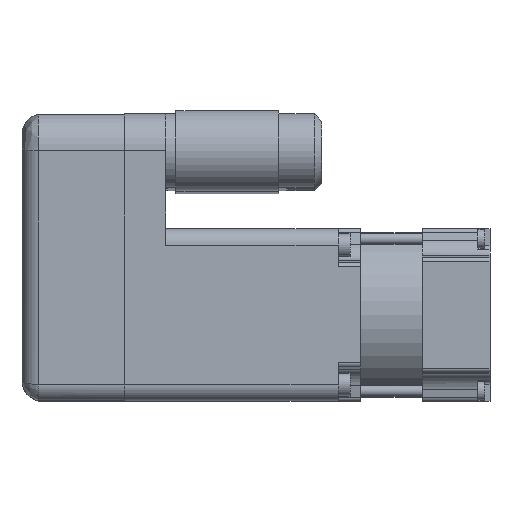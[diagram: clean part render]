
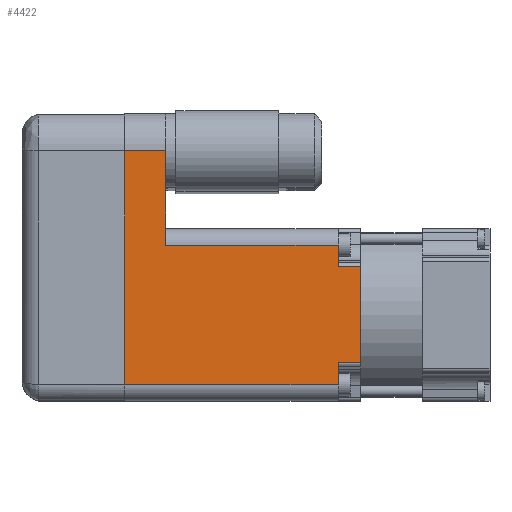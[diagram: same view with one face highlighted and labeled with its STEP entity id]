
A CAD part, top view. The second image highlights one B-rep face of the part: STEP entity #4422.
In plain terms, the highlighted planar face has unit normal (0, 0, 1).
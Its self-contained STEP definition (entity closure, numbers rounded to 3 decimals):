
#594=FACE_OUTER_BOUND('',#840,.T.);
#840=EDGE_LOOP('',(#3284,#3285,#3286,#3287,#3288,#3289,#3290,#3291,#3292,
#3293));
#1105=LINE('',#6346,#1544);
#1241=LINE('',#6779,#1680);
#1242=LINE('',#6783,#1681);
#1243=LINE('',#6785,#1682);
#1244=LINE('',#6787,#1683);
#1245=LINE('',#6789,#1684);
#1246=LINE('',#6791,#1685);
#1247=LINE('',#6793,#1686);
#1248=LINE('',#6795,#1687);
#1249=LINE('',#6796,#1688);
#1544=VECTOR('',#5071,57.);
#1680=VECTOR('',#5347,10.);
#1681=VECTOR('',#5352,52.);
#1682=VECTOR('',#5353,5.298);
#1683=VECTOR('',#5354,5.5);
#1684=VECTOR('',#5355,23.405);
#1685=VECTOR('',#5356,5.5);
#1686=VECTOR('',#5357,5.298);
#1687=VECTOR('',#5358,42.);
#1688=VECTOR('',#5359,23.);
#1982=VERTEX_POINT('',#6343);
#1983=VERTEX_POINT('',#6345);
#2100=VERTEX_POINT('',#6778);
#2101=VERTEX_POINT('',#6782);
#2102=VERTEX_POINT('',#6784);
#2103=VERTEX_POINT('',#6786);
#2104=VERTEX_POINT('',#6788);
#2105=VERTEX_POINT('',#6790);
#2106=VERTEX_POINT('',#6792);
#2107=VERTEX_POINT('',#6794);
#2397=EDGE_CURVE('',#1983,#1982,#1105,.T.);
#2563=EDGE_CURVE('',#1983,#2100,#1241,.T.);
#2565=EDGE_CURVE('',#1982,#2101,#1242,.T.);
#2566=EDGE_CURVE('',#2101,#2102,#1243,.T.);
#2567=EDGE_CURVE('',#2103,#2102,#1244,.T.);
#2568=EDGE_CURVE('',#2103,#2104,#1245,.T.);
#2569=EDGE_CURVE('',#2104,#2105,#1246,.T.);
#2570=EDGE_CURVE('',#2105,#2106,#1247,.T.);
#2571=EDGE_CURVE('',#2107,#2106,#1248,.T.);
#2572=EDGE_CURVE('',#2107,#2100,#1249,.T.);
#3284=ORIENTED_EDGE('',*,*,#2397,.T.);
#3285=ORIENTED_EDGE('',*,*,#2565,.T.);
#3286=ORIENTED_EDGE('',*,*,#2566,.T.);
#3287=ORIENTED_EDGE('',*,*,#2567,.F.);
#3288=ORIENTED_EDGE('',*,*,#2568,.T.);
#3289=ORIENTED_EDGE('',*,*,#2569,.T.);
#3290=ORIENTED_EDGE('',*,*,#2570,.T.);
#3291=ORIENTED_EDGE('',*,*,#2571,.F.);
#3292=ORIENTED_EDGE('',*,*,#2572,.T.);
#3293=ORIENTED_EDGE('',*,*,#2563,.F.);
#4255=PLANE('',#4698);
#4422=ADVANCED_FACE('',(#594),#4255,.T.);
#4698=AXIS2_PLACEMENT_3D('',#6781,#5350,#5351);
#5071=DIRECTION('',(0.,-1.,0.));
#5347=DIRECTION('',(1.,0.,0.));
#5350=DIRECTION('center_axis',(0.,0.,
1.));
#5351=DIRECTION('ref_axis',(0.,-1.,0.));
#5352=DIRECTION('',(1.,0.,0.));
#5353=DIRECTION('',(0.,1.,0.));
#5354=DIRECTION('',(-1.,0.,0.));
#5355=DIRECTION('',(0.,1.,0.));
#5356=DIRECTION('',(-1.,0.,0.));
#5357=DIRECTION('',(0.,1.,0.));
#5358=DIRECTION('',(1.,0.,0.));
#5359=DIRECTION('',(0.,1.,0.));
#6343=CARTESIAN_POINT('',(-25.,-57.,86.142));
#6345=CARTESIAN_POINT('',(-25.,0.,86.142));
#6346=CARTESIAN_POINT('',(-25.,-42.187,86.142));
#6778=CARTESIAN_POINT('',(-15.,0.,86.142));
#6779=CARTESIAN_POINT('',(-15.,0.,86.142));
#6781=CARTESIAN_POINT('Origin',(-15.,-57.,86.142));
#6782=CARTESIAN_POINT('',(27.,-57.,86.142));
#6783=CARTESIAN_POINT('',(-15.,-57.,86.142));
#6784=CARTESIAN_POINT('',(27.,-51.702,86.142));
#6785=CARTESIAN_POINT('',(27.,-48.5,86.142));
#6786=CARTESIAN_POINT('',(32.5,-51.702,86.142));
#6787=CARTESIAN_POINT('',(29.75,-51.702,86.142));
#6788=CARTESIAN_POINT('',(32.5,-28.298,86.142));
#6789=CARTESIAN_POINT('',(32.5,-48.5,86.142));
#6790=CARTESIAN_POINT('',(27.,-28.298,86.142));
#6791=CARTESIAN_POINT('',(29.75,-28.298,86.142));
#6792=CARTESIAN_POINT('',(27.,-23.,86.142));
#6793=CARTESIAN_POINT('',(27.,-48.5,86.142));
#6794=CARTESIAN_POINT('',(-15.,-23.,86.142));
#6795=CARTESIAN_POINT('',(-15.,-23.,86.142));
#6796=CARTESIAN_POINT('',(-15.,-57.,86.142));
